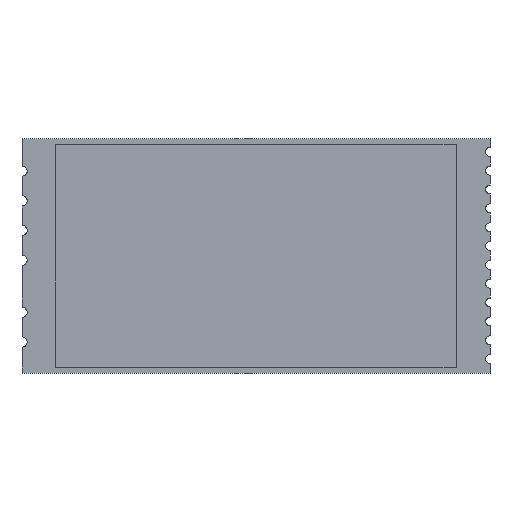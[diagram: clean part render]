
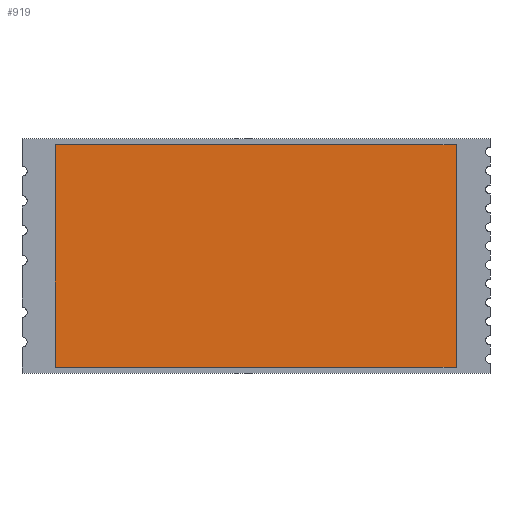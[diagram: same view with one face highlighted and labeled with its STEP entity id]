
A CAD part, top view. The second image highlights one B-rep face of the part: STEP entity #919.
In plain terms, the highlighted planar face has unit normal (0, 0, 1).
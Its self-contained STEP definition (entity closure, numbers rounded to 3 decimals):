
#45=PLANE('',#1018);
#93=FACE_OUTER_BOUND('',#141,.T.);
#141=EDGE_LOOP('',(#847,#848,#849,#850));
#229=LINE('',#1536,#325);
#232=LINE('',#1542,#328);
#235=LINE('',#1548,#331);
#238=LINE('',#1552,#334);
#325=VECTOR('',#1266,10.);
#328=VECTOR('',#1271,10.);
#331=VECTOR('',#1276,10.);
#334=VECTOR('',#1281,10.);
#453=VERTEX_POINT('',#1533);
#454=VERTEX_POINT('',#1535);
#456=VERTEX_POINT('',#1541);
#458=VERTEX_POINT('',#1547);
#581=EDGE_CURVE('',#454,#453,#229,.T.);
#584=EDGE_CURVE('',#456,#454,#232,.T.);
#587=EDGE_CURVE('',#458,#456,#235,.T.);
#590=EDGE_CURVE('',#453,#458,#238,.T.);
#847=ORIENTED_EDGE('',*,*,#590,.T.);
#848=ORIENTED_EDGE('',*,*,#587,.T.);
#849=ORIENTED_EDGE('',*,*,#584,.T.);
#850=ORIENTED_EDGE('',*,*,#581,.T.);
#919=ADVANCED_FACE('',(#93),#45,.T.);
#1018=AXIS2_PLACEMENT_3D('',#1553,#1282,#1283);
#1266=DIRECTION('',(0.,-1.,0.));
#1271=DIRECTION('',(-1.,0.,0.));
#1276=DIRECTION('',(0.,1.,0.));
#1281=DIRECTION('',(1.,0.,0.));
#1282=DIRECTION('center_axis',(0.,0.,1.));
#1283=DIRECTION('ref_axis',(1.,0.,0.));
#1533=CARTESIAN_POINT('',(2.25,-15.4,2.9));
#1535=CARTESIAN_POINT('',(2.25,-0.4,2.9));
#1536=CARTESIAN_POINT('',(2.25,-15.4,2.9));
#1541=CARTESIAN_POINT('',(29.25,-0.4,2.9));
#1542=CARTESIAN_POINT('',(2.25,-0.4,2.9));
#1547=CARTESIAN_POINT('',(29.25,-15.4,2.9));
#1548=CARTESIAN_POINT('',(29.25,-0.4,2.9));
#1552=CARTESIAN_POINT('',(29.25,-15.4,2.9));
#1553=CARTESIAN_POINT('Origin',(15.75,-7.9,2.9));
